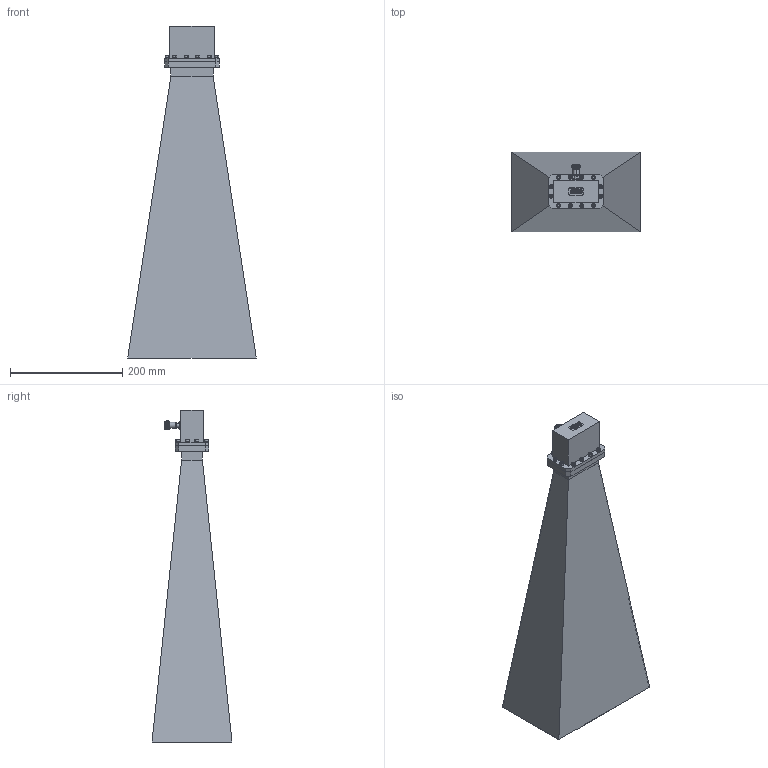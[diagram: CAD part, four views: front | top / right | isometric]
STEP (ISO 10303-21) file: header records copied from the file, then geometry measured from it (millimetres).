
FILE_DESCRIPTION (( 'STEP AP214' ), '1' );
FILE_NAME ('PE9863-NF-15.STEP', '2017-06-15T15:46:33', ( '' ), ( '' ), 'SwSTEP 2.0', 'SolidWorks 2014', '' );
FILE_SCHEMA (( 'AUTOMOTIVE_DESIGN' ));
Length unit declared in the file: inch
Products named in the file (4): PE9863-15; PE9824; Hex Screw; PE9863-NF-15
Assembly tree (14 placements, depth 2):
  PE9863-NF-15
    PE9863-15
    PE9824
    Hex Screw  x12
Bounding box: 228.6 x 142.24 x 590.68 mm (x, y, z)
Volume: 493744.2 mm3; surface area: 550734.2 mm2
Topology: 20 solids, 32 shells, 980 faces, 2651 edges, 1837 vertices
Faces by surface type: cylinder 379, plane 350, cone 188, bspline 63
Entity records: 32392 total; most frequent: CARTESIAN_POINT 12721, ORIENTED_EDGE 3608, DIRECTION 2564, EDGE_CURVE 1804, VERTEX_POINT 1331, AXIS2_PLACEMENT_3D 901, VECTOR 762, LINE 762
